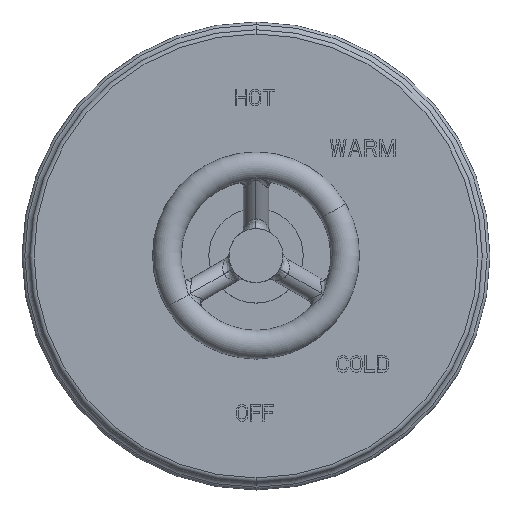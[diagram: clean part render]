
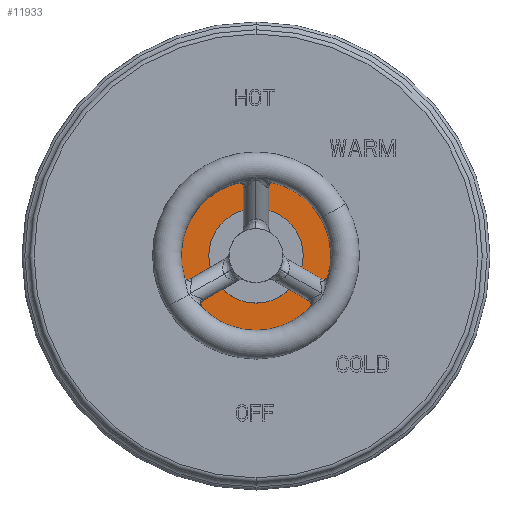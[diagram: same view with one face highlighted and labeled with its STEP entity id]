
A CAD part, top view. The second image highlights one B-rep face of the part: STEP entity #11933.
In plain terms, the highlighted planar face has unit normal (0, 0, 1).
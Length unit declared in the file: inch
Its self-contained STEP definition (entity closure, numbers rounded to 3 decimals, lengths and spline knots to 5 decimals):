
#3784=CARTESIAN_POINT('',(0.,0.,0.688));
#3785=DIRECTION('',(0.,0.,-1.));
#3786=DIRECTION('',(0.866,0.5,0.));
#3787=AXIS2_PLACEMENT_3D('',#3784,#3785,#3786);
#3793=CARTESIAN_POINT('',(0.,0.,0.688));
#3794=DIRECTION('',(0.,0.,1.));
#3795=DIRECTION('',(0.866,0.5,0.));
#3796=AXIS2_PLACEMENT_3D('',#3793,#3794,#3795);
#3802=CARTESIAN_POINT('',(0.,0.,0.688));
#3803=DIRECTION('',(0.,0.,-1.));
#3804=DIRECTION('',(-0.866,-0.5,0.));
#3805=AXIS2_PLACEMENT_3D('',#3802,#3803,#3804);
#3807=CARTESIAN_POINT('',(0.,0.,0.688));
#3808=DIRECTION('',(0.,0.,-1.));
#3809=DIRECTION('',(0.866,0.5,0.));
#3810=AXIS2_PLACEMENT_3D('',#3807,#3808,#3809);
#6235=CARTESIAN_POINT('',(1.02841,0.59375,0.688));
#6236=CARTESIAN_POINT('',(-1.02841,-0.59375,0.688));
#6237=VERTEX_POINT('',#6235);
#6238=VERTEX_POINT('',#6236);
#6251=CARTESIAN_POINT('',(-0.56833,-0.32813,0.688));
#6252=CARTESIAN_POINT('',(0.56833,0.32813,0.688));
#6253=VERTEX_POINT('',#6251);
#6254=VERTEX_POINT('',#6252);
#11918=CARTESIAN_POINT('',(0.,0.,0.688));
#11919=DIRECTION('',(0.,0.,-1.));
#11920=DIRECTION('',(-0.866,-0.5,0.));
#11921=AXIS2_PLACEMENT_3D('',#11918,#11919,#11920);
#11922=PLANE('',#11921);
#11923=ORIENTED_EDGE('',*,*,#11912,.F.);
#11924=ORIENTED_EDGE('',*,*,#11898,.T.);
#11925=EDGE_LOOP('',(#11923,#11924));
#11926=FACE_OUTER_BOUND('',#11925,.F.);
#11928=ORIENTED_EDGE('',*,*,#11927,.F.);
#11930=ORIENTED_EDGE('',*,*,#11929,.F.);
#11931=EDGE_LOOP('',(#11928,#11930));
#11932=FACE_BOUND('',#11931,.F.);
#11933=ADVANCED_FACE('',(#11926,#11932),#11922,.F.);
#3788=CIRCLE('',#3787,1.1875);
#3797=CIRCLE('',#3796,1.1875);
#3806=CIRCLE('',#3805,0.65625);
#3811=CIRCLE('',#3810,0.65625);
#11898=EDGE_CURVE('',#6237,#6238,#3788,.T.);
#11912=EDGE_CURVE('',#6237,#6238,#3797,.T.);
#11927=EDGE_CURVE('',#6253,#6254,#3806,.T.);
#11929=EDGE_CURVE('',#6254,#6253,#3811,.T.);
